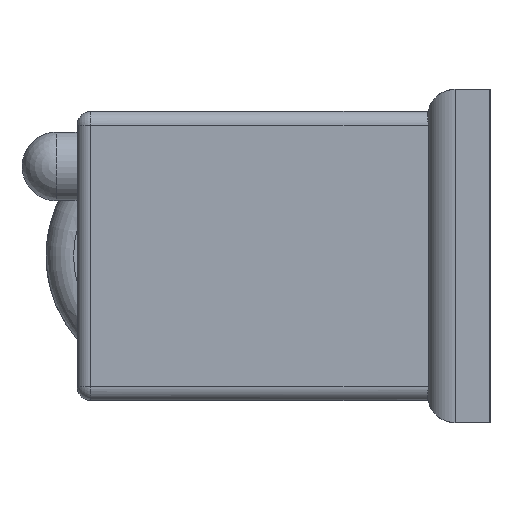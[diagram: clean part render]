
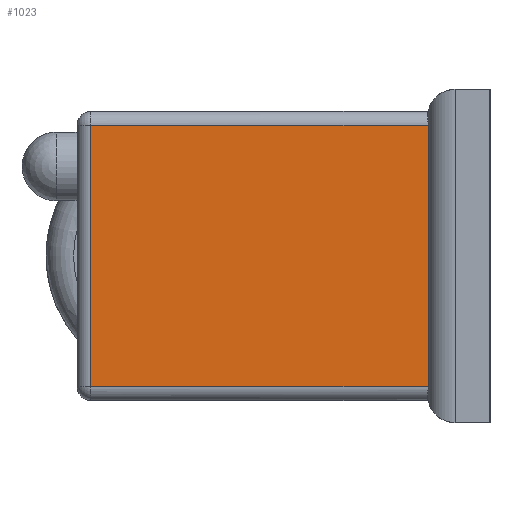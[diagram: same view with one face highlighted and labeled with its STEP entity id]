
A CAD part, left-side view. The second image highlights one B-rep face of the part: STEP entity #1023.
In plain terms, the highlighted planar face has unit normal (-1, 0, 0).
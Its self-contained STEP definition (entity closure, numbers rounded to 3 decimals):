
#1 = LINE ( 'NONE', #369, #606 ) ;
#24 = LINE ( 'NONE', #1014, #401 ) ;
#58 = DIRECTION ( 'NONE',  ( 0., 0., -1. ) ) ;
#78 = PLANE ( 'NONE',  #869 ) ;
#80 = DIRECTION ( 'NONE',  ( 0., 0., 1. ) ) ;
#96 = EDGE_CURVE ( 'NONE', #1420, #1431, #24, .T. ) ;
#203 = CARTESIAN_POINT ( 'NONE',  ( 1.6, 29., -2.6 ) ) ;
#260 = ORIENTED_EDGE ( 'NONE', *, *, #1563, .T. ) ;
#274 = LINE ( 'NONE', #1686, #1278 ) ;
#294 = LINE ( 'NONE', #344, #1351 ) ;
#308 = EDGE_LOOP ( 'NONE', ( #1382, #1154, #260, #1025 ) ) ;
#344 = CARTESIAN_POINT ( 'NONE',  ( 1.6, 4.5, -22.6 ) ) ;
#369 = CARTESIAN_POINT ( 'NONE',  ( 1.6, 30., -2.6 ) ) ;
#401 = VECTOR ( 'NONE', #1144, 1000. ) ;
#504 = DIRECTION ( 'NONE',  ( 0., 1., 0. ) ) ;
#606 = VECTOR ( 'NONE', #504, 1000. ) ;
#640 = FACE_OUTER_BOUND ( 'NONE', #308, .T. ) ;
#720 = CARTESIAN_POINT ( 'NONE',  ( 1.6, 4.5, -2.6 ) ) ;
#862 = DIRECTION ( 'NONE',  ( 1., 0., 0. ) ) ;
#869 = AXIS2_PLACEMENT_3D ( 'NONE', #1290, #862, #1001 ) ;
#1001 = DIRECTION ( 'NONE',  ( 0., 0., -1. ) ) ;
#1014 = CARTESIAN_POINT ( 'NONE',  ( 1.6, 30., -21.6 ) ) ;
#1023 = ADVANCED_FACE ( 'NONE', ( #640 ), #78, .F. ) ;
#1025 = ORIENTED_EDGE ( 'NONE', *, *, #96, .T. ) ;
#1074 = VERTEX_POINT ( 'NONE', #720 ) ;
#1115 = VERTEX_POINT ( 'NONE', #203 ) ;
#1144 = DIRECTION ( 'NONE',  ( 0., -1., 0. ) ) ;
#1154 = ORIENTED_EDGE ( 'NONE', *, *, #1772, .T. ) ;
#1278 = VECTOR ( 'NONE', #58, 1000. ) ;
#1290 = CARTESIAN_POINT ( 'NONE',  ( 1.6, 30., -22.6 ) ) ;
#1351 = VECTOR ( 'NONE', #80, 1000. ) ;
#1374 = CARTESIAN_POINT ( 'NONE',  ( 1.6, 4.5, -21.6 ) ) ;
#1382 = ORIENTED_EDGE ( 'NONE', *, *, #1659, .T. ) ;
#1420 = VERTEX_POINT ( 'NONE', #1520 ) ;
#1431 = VERTEX_POINT ( 'NONE', #1374 ) ;
#1520 = CARTESIAN_POINT ( 'NONE',  ( 1.6, 29., -21.6 ) ) ;
#1563 = EDGE_CURVE ( 'NONE', #1115, #1420, #274, .T. ) ;
#1659 = EDGE_CURVE ( 'NONE', #1431, #1074, #294, .T. ) ;
#1686 = CARTESIAN_POINT ( 'NONE',  ( 1.6, 29., -22.6 ) ) ;
#1772 = EDGE_CURVE ( 'NONE', #1074, #1115, #1, .T. ) ;
